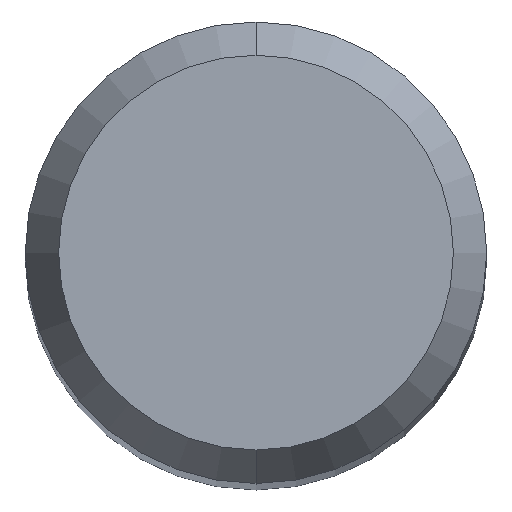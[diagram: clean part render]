
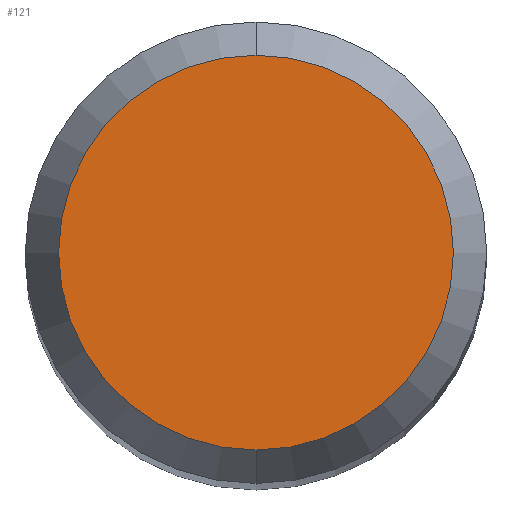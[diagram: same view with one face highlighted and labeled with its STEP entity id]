
A CAD part, top view. The second image highlights one B-rep face of the part: STEP entity #121.
In plain terms, the highlighted planar face has unit normal (0, 0, 1).
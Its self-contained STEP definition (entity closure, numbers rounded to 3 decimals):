
#121=ADVANCED_FACE('',(#273),#274,.T.);
#161=EDGE_CURVE('',#171,#207,#321,.T.);
#171=VERTEX_POINT('',#333);
#183=EDGE_CURVE('',#207,#171,#347,.T.);
#207=VERTEX_POINT('',#374);
#273=FACE_OUTER_BOUND('',#440,.T.);
#274=PLANE('',#441);
#321=CIRCLE('',#498,1.358);
#333=CARTESIAN_POINT('',(0.,-1.358,0.));
#347=CIRCLE('',#529,1.358);
#374=CARTESIAN_POINT('',(0.0,1.358,0.));
#440=EDGE_LOOP('',(#620,#621));
#441=AXIS2_PLACEMENT_3D('',#622,#623,#624);
#498=AXIS2_PLACEMENT_3D('',#695,#696,#697);
#529=AXIS2_PLACEMENT_3D('',#738,#739,#740);
#620=ORIENTED_EDGE('',*,*,#183,.F.);
#621=ORIENTED_EDGE('',*,*,#161,.F.);
#622=CARTESIAN_POINT('',(0.0,0.679,0.));
#623=DIRECTION('',(-0.0,0.0,1.0));
#624=DIRECTION('',(0.0,-1.0,0.0));
#695=CARTESIAN_POINT('',(0.0,0.0,0.));
#696=DIRECTION('',(0.0,0.0,-1.0));
#697=DIRECTION('',(0.0,1.0,0.0));
#738=CARTESIAN_POINT('',(0.0,0.0,0.));
#739=DIRECTION('',(0.0,0.0,-1.0));
#740=DIRECTION('',(0.0,1.0,0.0));
